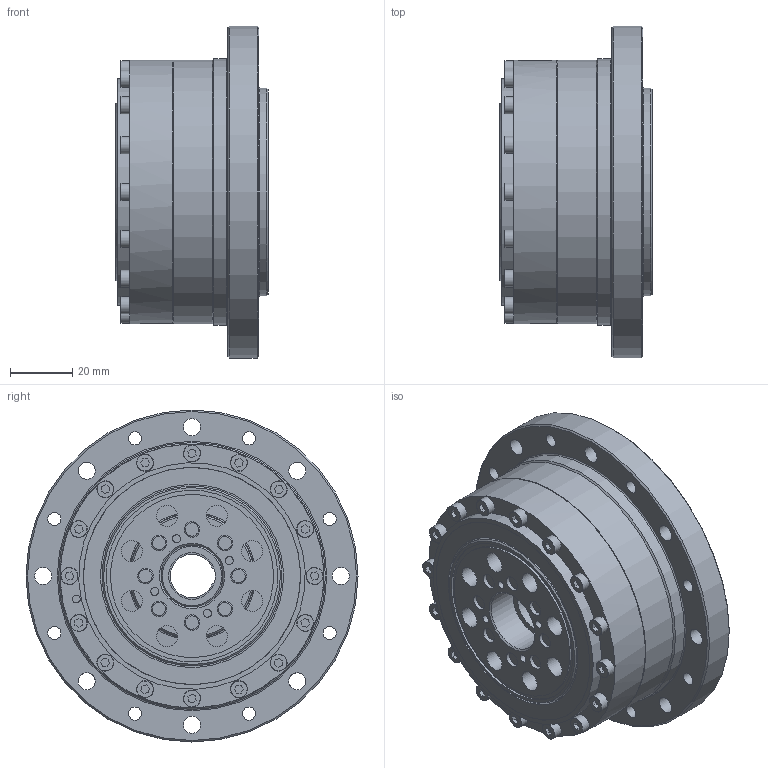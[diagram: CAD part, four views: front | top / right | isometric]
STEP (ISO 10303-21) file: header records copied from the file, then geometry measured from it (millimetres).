
FILE_DESCRIPTION(/* description */ ('STEP AP242','CAx-IF Rec.Pracs.---Representation and Presentation of Product Manufacturing Information (PMI)---4.0---2014-10-13','CAx-IF Rec.Pracs.---3D Tessellated Geometry---0.4---2014-09-14','2;1'),/* implementation_level */ '2;1');
FILE_NAME(/* name */ '68877896bc425d248bb650fe',/* time_stamp */ '2025-07-28T13:18:15Z',/* author */ (''),/* organization */ (''),/* preprocessor_version */ 'ST-DEVELOPER v20',/* originating_system */ 'ONSHAPE BY PTC INC, 1.201',/* authorisation */ ' ');
FILE_SCHEMA (('AP242_MANAGED_MODEL_BASED_3D_ENGINEERING_MIM_LF { 1 0 10303 442 1 1 4 }'));
Length unit declared in the file: metre
Products named in the file (17): CS-25-II; ?????M3�20_??; ????????M6�20_??; ???????; ??; 25-160??; 25-???? <1>; 25????; ??CS-25-II; SF-25???? <1>; ????-??-?4; ??????; 25-??????; ????-??-CS-25
Assembly tree (88 placements, depth 3):
  CS-25-II
    ?????M3�20_??  x16
    ????????M6�20_??  x8
    ???????
    ??  x4
    25-160??
    25-160??
    25-???? <1>
      25????
      ??CS-25-II
    SF-25???? <1>
      ????-??-?4  x48
      ??????
      25-??????
      ??????
      ????-??-CS-25
      ????-??-CS-25
Bounding box: 49 x 107 x 107 mm (x, y, z)
Volume: 195735.9 mm3; surface area: 121229 mm2
Topology: 86 solids, 86 shells, 969 faces, 1998 edges, 1278 vertices
Faces by surface type: plane 407, cylinder 253, cone 191, torus 113, bspline 5
Full cylindrical faces by diameter (mm): 2.5 x17, 2.6 x4, 3 x28, 3.2 x1, 3.3 x3, 3.5 x16, 4 x48, 4.2 x12, 5 x8, 5.5 x24, 5.8 x1, 6 x8, 6.6 x16, 6.8 x8, 10 x8, 15 x1, 20 x3, 26 x1, 39.999 x1, 42 x1, 43.1 x1, 45.212 x1, 48.627 x2, 52 x1, 52.6 x1, 55.3 x1, 55.623 x1, 58 x2, 58.112 x2, 59 x1
Entity records: 11670 total; most frequent: CARTESIAN_POINT 3156, DIRECTION 1759, ORIENTED_EDGE 1032, AXIS2_PLACEMENT_3D 835, FACE_BOUND 805, EDGE_LOOP 788, EDGE_CURVE 516, VERTEX_POINT 481
